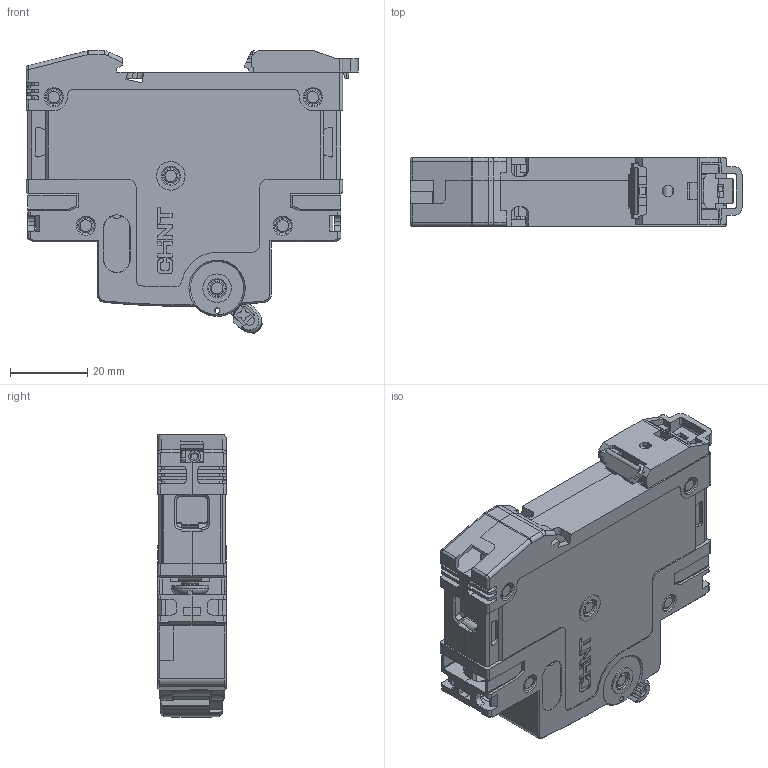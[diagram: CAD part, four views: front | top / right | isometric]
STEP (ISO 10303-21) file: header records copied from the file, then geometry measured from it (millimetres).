
FILE_DESCRIPTION((''),'2;1');
FILE_NAME('NB8-63H_1P_ASM','2023-07-27T13:21:17',('huytao'),(''),'CREO PARAMETRIC BY PTC INC, 2020044','CREO PARAMETRIC BY PTC INC, 2020044','');
FILE_SCHEMA(('CONFIG_CONTROL_DESIGN','SHAPE_APPEARANCE_LAYERS_GROUPS'));
Products named in the file (1): NB8-63H_1P_ASM
Bounding box: 86 x 17.8 x 73.16 mm (x, y, z)
Surface area: 45231.6 mm2 (no closed solid volume)
Topology: 0 solids, 27 shells, 3828 faces, 10923 edges, 7229 vertices
Faces by surface type: plane 2479, cylinder 807, extrusion 315, cone 98, torus 92, bspline 27, sphere 10
Entity records: 151349 total; most frequent: CARTESIAN_POINT 28162, ORIENTED_EDGE 21812, DIRECTION 19418, EDGE_CURVE 10906, VECTOR 8046, LINE 7731, VERTEX_POINT 7229, AXIS2_PLACEMENT_3D 5686
